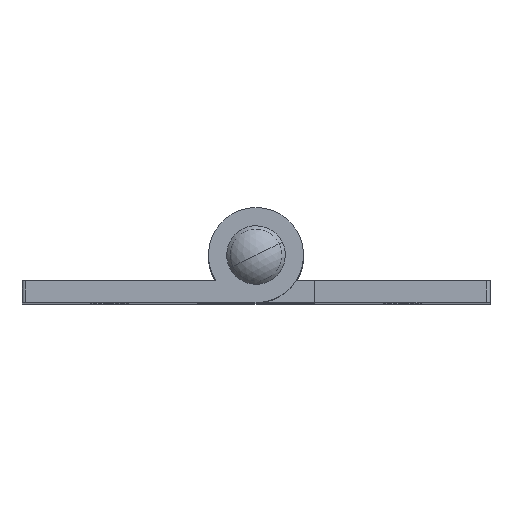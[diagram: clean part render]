
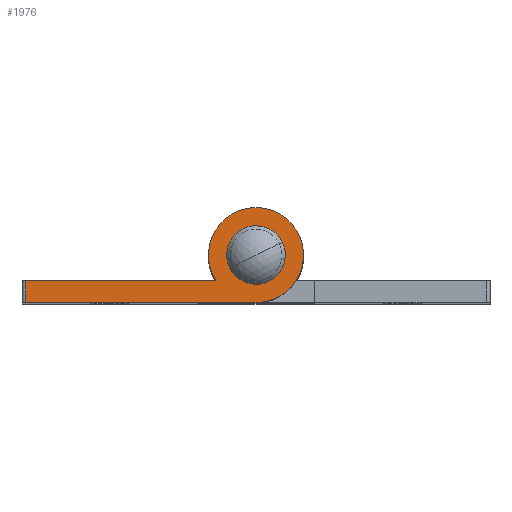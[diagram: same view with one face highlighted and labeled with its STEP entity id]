
A CAD part, top view. The second image highlights one B-rep face of the part: STEP entity #1976.
In plain terms, the highlighted planar face has unit normal (0, 0, 1).
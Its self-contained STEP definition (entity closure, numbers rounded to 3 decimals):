
#430 = CARTESIAN_POINT ( 'NONE',  ( 0., -3.25, 37.5 ) ) ;
#431 = DIRECTION ( 'NONE',  ( 1., 0., 0. ) ) ;
#432 = DIRECTION ( 'NONE',  ( 0., 0., 1. ) ) ;
#433 = AXIS2_PLACEMENT_3D ( 'NONE', #439, #432, #431 ) ;
#434 = CIRCLE ( 'NONE', #433, 3.25 ) ;
#439 = CARTESIAN_POINT ( 'NONE',  ( 0., 0., 37.5 ) ) ;
#446 = DIRECTION ( 'NONE',  ( 1., 0., 0. ) ) ;
#447 = DIRECTION ( 'NONE',  ( 0., 0., 1. ) ) ;
#448 = CARTESIAN_POINT ( 'NONE',  ( 0., 0., 37.5 ) ) ;
#449 = AXIS2_PLACEMENT_3D ( 'NONE', #448, #447, #446 ) ;
#450 = PLANE ( 'NONE',  #449 ) ;
#451 = FACE_BOUND ( 'NONE', #2087, .T. ) ;
#452 = FACE_OUTER_BOUND ( 'NONE', #2023, .T. ) ;
#473 = DIRECTION ( 'NONE',  ( 1., 0., 0. ) ) ;
#474 = DIRECTION ( 'NONE',  ( 0., 0., 1. ) ) ;
#475 = AXIS2_PLACEMENT_3D ( 'NONE', #481, #474, #473 ) ;
#476 = CIRCLE ( 'NONE', #475, 1.75 ) ;
#481 = CARTESIAN_POINT ( 'NONE',  ( 0., 0., 37.5 ) ) ;
#501 = DIRECTION ( 'NONE',  ( 0., -1., 0. ) ) ;
#502 = VECTOR ( 'NONE', #501, 1000. ) ;
#503 = CARTESIAN_POINT ( 'NONE',  ( -15.75, -3.25, 37.5 ) ) ;
#504 = LINE ( 'NONE', #503, #502 ) ;
#509 = CARTESIAN_POINT ( 'NONE',  ( -15.75, -1.75, 37.5 ) ) ;
#510 = DIRECTION ( 'NONE',  ( -1., 0., 0. ) ) ;
#511 = VECTOR ( 'NONE', #510, 1000. ) ;
#512 = CARTESIAN_POINT ( 'NONE',  ( -16., -1.75, 37.5 ) ) ;
#513 = LINE ( 'NONE', #512, #511 ) ;
#514 = DIRECTION ( 'NONE',  ( 1., 0., 0. ) ) ;
#515 = VECTOR ( 'NONE', #514, 1000. ) ;
#516 = CARTESIAN_POINT ( 'NONE',  ( 0., -3.25, 37.5 ) ) ;
#517 = LINE ( 'NONE', #516, #515 ) ;
#518 = CARTESIAN_POINT ( 'NONE',  ( -15.75, -3.25, 37.5 ) ) ;
#573 = CARTESIAN_POINT ( 'NONE',  ( -2.739, -1.75, 37.5 ) ) ;
#574 = DIRECTION ( 'NONE',  ( 1., 0., 0. ) ) ;
#575 = DIRECTION ( 'NONE',  ( 0., 0., 1. ) ) ;
#576 = AXIS2_PLACEMENT_3D ( 'NONE', #582, #575, #574 ) ;
#577 = CIRCLE ( 'NONE', #576, 3.25 ) ;
#582 = CARTESIAN_POINT ( 'NONE',  ( 0., 0., 37.5 ) ) ;
#737 = CARTESIAN_POINT ( 'NONE',  ( 3.25, 0., 37.5 ) ) ;
#738 = CARTESIAN_POINT ( 'NONE',  ( -3.25, 0., 37.5 ) ) ;
#872 = DIRECTION ( 'NONE',  ( 1., 0., 0. ) ) ;
#873 = DIRECTION ( 'NONE',  ( 0., 0., 1. ) ) ;
#874 = AXIS2_PLACEMENT_3D ( 'NONE', #880, #873, #872 ) ;
#875 = CIRCLE ( 'NONE', #874, 3.25 ) ;
#880 = CARTESIAN_POINT ( 'NONE',  ( 0., 0., 37.5 ) ) ;
#883 = DIRECTION ( 'NONE',  ( 1., 0., 0. ) ) ;
#884 = DIRECTION ( 'NONE',  ( 0., 0., 1. ) ) ;
#885 = CARTESIAN_POINT ( 'NONE',  ( 0., 0., 37.5 ) ) ;
#886 = AXIS2_PLACEMENT_3D ( 'NONE', #885, #884, #883 ) ;
#887 = CIRCLE ( 'NONE', #886, 1.75 ) ;
#896 = CARTESIAN_POINT ( 'NONE',  ( 1.75, 0., 37.5 ) ) ;
#897 = CARTESIAN_POINT ( 'NONE',  ( -1.75, 0., 37.5 ) ) ;
#1976 = ADVANCED_FACE ( 'NONE', ( #452, #451 ), #450, .T. ) ;
#1983 = EDGE_CURVE ( 'NONE', #1984, #2150, #434, .T. ) ;
#1984 = VERTEX_POINT ( 'NONE', #430 ) ;
#1994 = EDGE_CURVE ( 'NONE', #2243, #2242, #476, .T. ) ;
#2011 = ORIENTED_EDGE ( 'NONE', *, *, #1983, .T. ) ;
#2012 = ORIENTED_EDGE ( 'NONE', *, *, #2249, .T. ) ;
#2013 = VERTEX_POINT ( 'NONE', #518 ) ;
#2014 = ORIENTED_EDGE ( 'NONE', *, *, #1994, .F. ) ;
#2015 = EDGE_CURVE ( 'NONE', #2013, #1984, #517, .T. ) ;
#2016 = ORIENTED_EDGE ( 'NONE', *, *, #2017, .T. ) ;
#2017 = EDGE_CURVE ( 'NONE', #2048, #2019, #513, .T. ) ;
#2018 = ORIENTED_EDGE ( 'NONE', *, *, #2021, .T. ) ;
#2019 = VERTEX_POINT ( 'NONE', #509 ) ;
#2021 = EDGE_CURVE ( 'NONE', #2019, #2013, #504, .T. ) ;
#2023 = EDGE_LOOP ( 'NONE', ( #2016, #2018, #2086, #2011, #2012, #2090 ) ) ;
#2047 = EDGE_CURVE ( 'NONE', #2149, #2048, #577, .T. ) ;
#2048 = VERTEX_POINT ( 'NONE', #573 ) ;
#2086 = ORIENTED_EDGE ( 'NONE', *, *, #2015, .T. ) ;
#2087 = EDGE_LOOP ( 'NONE', ( #2088, #2014 ) ) ;
#2088 = ORIENTED_EDGE ( 'NONE', *, *, #2246, .F. ) ;
#2090 = ORIENTED_EDGE ( 'NONE', *, *, #2047, .T. ) ;
#2149 = VERTEX_POINT ( 'NONE', #738 ) ;
#2150 = VERTEX_POINT ( 'NONE', #737 ) ;
#2242 = VERTEX_POINT ( 'NONE', #897 ) ;
#2243 = VERTEX_POINT ( 'NONE', #896 ) ;
#2246 = EDGE_CURVE ( 'NONE', #2242, #2243, #887, .T. ) ;
#2249 = EDGE_CURVE ( 'NONE', #2150, #2149, #875, .T. ) ;
